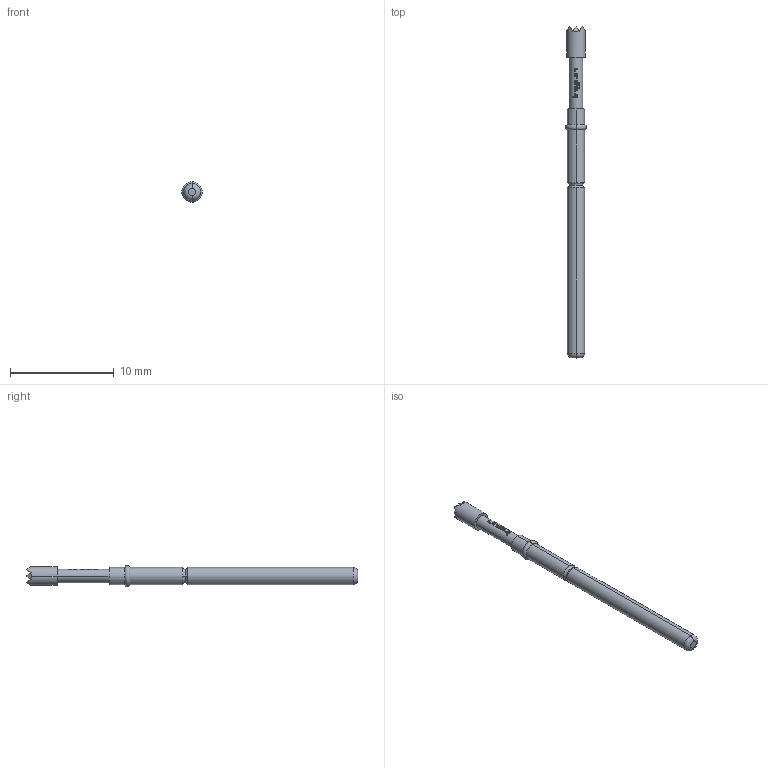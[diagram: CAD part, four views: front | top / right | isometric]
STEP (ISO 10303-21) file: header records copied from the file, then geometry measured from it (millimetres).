
FILE_DESCRIPTION (( 'STEP AP203' ), '1' );
FILE_NAME ('INGUN_GKS-912_306_180_A_xx02_C.STEP', '2024-04-15T09:12:41', ( '' ), ( '' ), 'SwSTEP 2.0', 'SolidWorks 2021', '' );
FILE_SCHEMA (( 'CONFIG_CONTROL_DESIGN' ));
Length unit declared in the file: millimetre
Products named in the file (1): INGUN_GKS-912_306_180_A_xx02_C
Bounding box: 2 x 32 x 2 mm (x, y, z)
Volume: 64.4 mm3; surface area: 169.3 mm2
Topology: 1 solids, 1 shells, 125 faces, 308 edges, 193 vertices
Faces by surface type: plane 74, bspline 27, cylinder 16, torus 8
Entity records: 4659 total; most frequent: CARTESIAN_POINT 2152, ORIENTED_EDGE 616, DIRECTION 324, EDGE_CURVE 308, VERTEX_POINT 193, B_SPLINE_CURVE_WITH_KNOTS 186, AXIS2_PLACEMENT_3D 133, EDGE_LOOP 133
